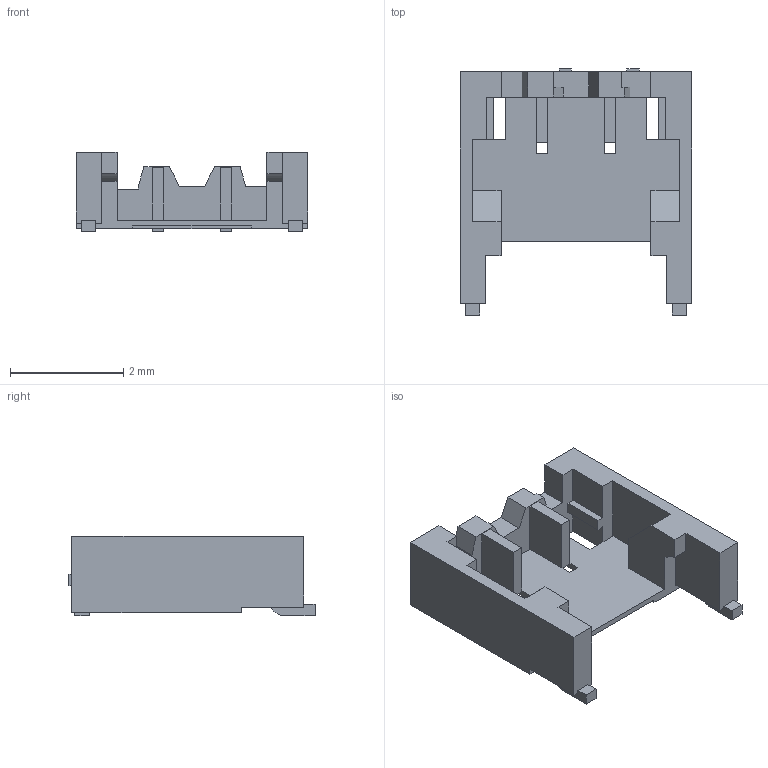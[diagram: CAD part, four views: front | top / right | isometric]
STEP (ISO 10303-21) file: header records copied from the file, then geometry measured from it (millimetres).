
FILE_DESCRIPTION(('CoCreate Modeling STEP Export'),'2;1');
FILE_NAME('DF57H-2P-1.2V.stp','2013-06-10T10:50:34',(''),(''),'CoCreate Modeling STEP processor for AP214 (Solid Model)','CoCreate Modeling 17.0 01-Apr-2010 (C) Parametric Technology GmbH','');
FILE_SCHEMA(('AUTOMOTIVE_DESIGN { 1 0 10303 214 1 1 1 1 }'));
Length unit declared in the file: millimetre
Products named in the file (1): DF57H-2P-1.2V
Bounding box: 4.1 x 4.35 x 1.4 mm (x, y, z)
Volume: 7.5 mm3; surface area: 63.3 mm2
Topology: 1 solids, 1 shells, 125 faces, 368 edges, 243 vertices
Faces by surface type: plane 121, cylinder 4
Entity records: 4112 total; most frequent: CARTESIAN_POINT 737, ORIENTED_EDGE 736, DIRECTION 628, EDGE_CURVE 368, VECTOR 360, LINE 360, VERTEX_POINT 243, AXIS2_PLACEMENT_3D 134
